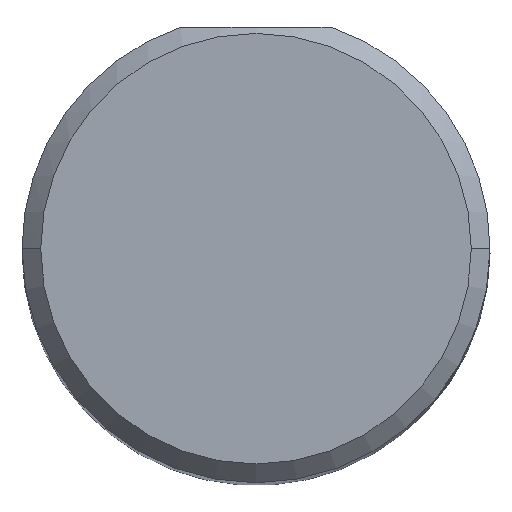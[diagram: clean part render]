
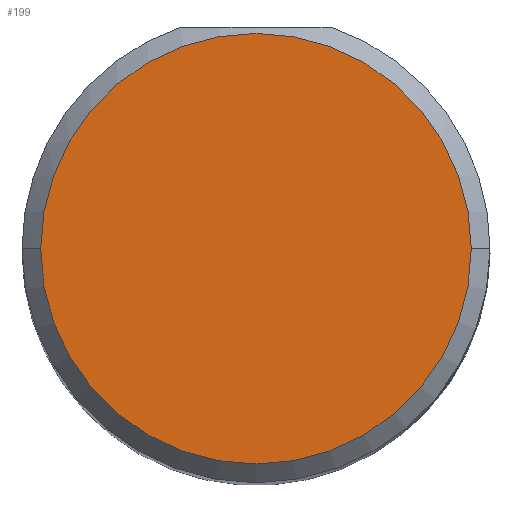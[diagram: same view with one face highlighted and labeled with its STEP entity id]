
A CAD part, top view. The second image highlights one B-rep face of the part: STEP entity #199.
In plain terms, the highlighted planar face has unit normal (0, 0, 1).
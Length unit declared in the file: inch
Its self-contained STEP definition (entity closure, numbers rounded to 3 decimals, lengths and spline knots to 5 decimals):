
#18 = CARTESIAN_POINT ( 'NONE',  ( -0.1725, 0., 2.5 ) ) ;
#60 = CARTESIAN_POINT ( 'NONE',  ( 0., 0., 2.5 ) ) ;
#119 = AXIS2_PLACEMENT_3D ( 'NONE', #180, #409, #134 ) ;
#133 = DIRECTION ( 'NONE',  ( 0., 0., 1. ) ) ;
#134 = DIRECTION ( 'NONE',  ( 1., 0., 0. ) ) ;
#150 = VERTEX_POINT ( 'NONE', #175 ) ;
#175 = CARTESIAN_POINT ( 'NONE',  ( 0.1725, 0., 2.5 ) ) ;
#180 = CARTESIAN_POINT ( 'NONE',  ( 0., 0., 2.5 ) ) ;
#182 = CIRCLE ( 'NONE', #346, 0.1725 ) ;
#199 = ADVANCED_FACE ( 'NONE', ( #525 ), #247, .T. ) ;
#247 = PLANE ( 'NONE',  #119 ) ;
#266 = AXIS2_PLACEMENT_3D ( 'NONE', #641, #133, #352 ) ;
#303 = EDGE_LOOP ( 'NONE', ( #614, #694 ) ) ;
#336 = DIRECTION ( 'NONE',  ( 1., 0., 0. ) ) ;
#346 = AXIS2_PLACEMENT_3D ( 'NONE', #60, #629, #336 ) ;
#352 = DIRECTION ( 'NONE',  ( 1., 0., 0. ) ) ;
#409 = DIRECTION ( 'NONE',  ( 0., 0., 1. ) ) ;
#525 = FACE_OUTER_BOUND ( 'NONE', #303, .T. ) ;
#543 = CIRCLE ( 'NONE', #266, 0.1725 ) ;
#614 = ORIENTED_EDGE ( 'NONE', *, *, #657, .T. ) ;
#629 = DIRECTION ( 'NONE',  ( 0., 0., 1. ) ) ;
#630 = VERTEX_POINT ( 'NONE', #18 ) ;
#641 = CARTESIAN_POINT ( 'NONE',  ( 0., 0., 2.5 ) ) ;
#657 = EDGE_CURVE ( 'NONE', #630, #150, #182, .T. ) ;
#683 = EDGE_CURVE ( 'NONE', #150, #630, #543, .T. ) ;
#694 = ORIENTED_EDGE ( 'NONE', *, *, #683, .T. ) ;
